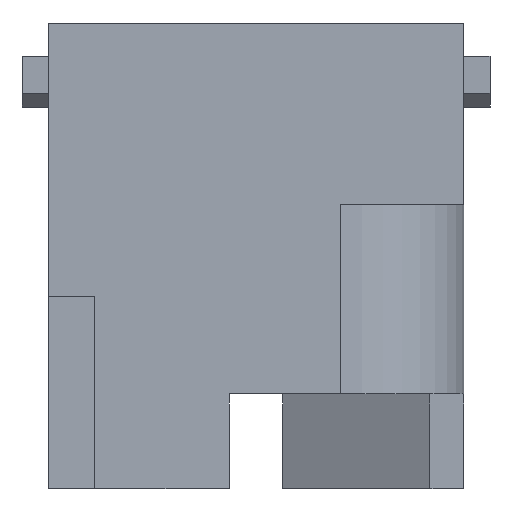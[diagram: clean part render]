
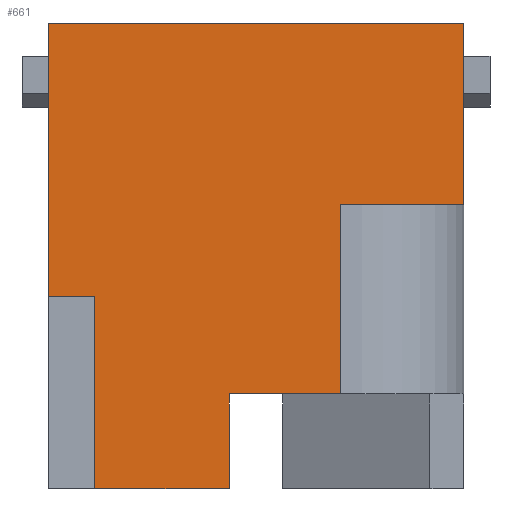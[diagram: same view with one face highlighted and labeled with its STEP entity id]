
A CAD part, left-side view. The second image highlights one B-rep face of the part: STEP entity #661.
In plain terms, the highlighted planar face has unit normal (-1, 0, 0).
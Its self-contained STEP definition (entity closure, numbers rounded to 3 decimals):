
#602=AXIS2_PLACEMENT_3D('Plane Axis2P3D',#599,#600,#601) ;
#141=CARTESIAN_POINT('Vertex',(0.,19.,0.)) ;
#144=CARTESIAN_POINT('Line Origine',(0.,23.9,0.)) ;
#148=CARTESIAN_POINT('Vertex',(0.,28.8,0.)) ;
#364=CARTESIAN_POINT('Vertex',(0.,32.2,14.)) ;
#367=CARTESIAN_POINT('Line Origine',(0.,32.2,23.95)) ;
#371=CARTESIAN_POINT('Vertex',(0.,32.2,33.9)) ;
#580=CARTESIAN_POINT('Line Origine',(0.,19.,3.45)) ;
#584=CARTESIAN_POINT('Vertex',(0.,19.,6.9)) ;
#599=CARTESIAN_POINT('Axis2P3D Location',(0.,32.2,33.9)) ;
#604=CARTESIAN_POINT('Line Origine',(0.,30.5,14.)) ;
#608=CARTESIAN_POINT('Vertex',(0.,28.8,14.)) ;
#611=CARTESIAN_POINT('Line Origine',(0.,28.8,7.)) ;
#616=CARTESIAN_POINT('Line Origine',(0.,14.95,6.9)) ;
#620=CARTESIAN_POINT('Vertex',(0.,10.9,6.9)) ;
#623=CARTESIAN_POINT('Line Origine',(0.,10.9,13.8)) ;
#627=CARTESIAN_POINT('Vertex',(0.,10.9,20.7)) ;
#630=CARTESIAN_POINT('Line Origine',(0.,6.4,20.7)) ;
#634=CARTESIAN_POINT('Vertex',(0.,1.9,20.7)) ;
#637=CARTESIAN_POINT('Line Origine',(0.,1.9,27.3)) ;
#641=CARTESIAN_POINT('Vertex',(0.,1.9,33.9)) ;
#644=CARTESIAN_POINT('Line Origine',(0.,17.05,33.9)) ;
#145=DIRECTION('Vector Direction',(0.,1.,0.)) ;
#368=DIRECTION('Vector Direction',(0.,0.,1.)) ;
#581=DIRECTION('Vector Direction',(0.,0.,-1.)) ;
#600=DIRECTION('Axis2P3D Direction',(-1.,0.,0.)) ;
#601=DIRECTION('Axis2P3D XDirection',(0.,1.,0.)) ;
#605=DIRECTION('Vector Direction',(0.,-1.,0.)) ;
#612=DIRECTION('Vector Direction',(0.,0.,-1.)) ;
#617=DIRECTION('Vector Direction',(0.,1.,0.)) ;
#624=DIRECTION('Vector Direction',(0.,0.,-1.)) ;
#631=DIRECTION('Vector Direction',(0.,1.,0.)) ;
#638=DIRECTION('Vector Direction',(0.,0.,1.)) ;
#645=DIRECTION('Vector Direction',(0.,1.,0.)) ;
#146=VECTOR('Line Direction',#145,1.) ;
#369=VECTOR('Line Direction',#368,1.) ;
#582=VECTOR('Line Direction',#581,1.) ;
#606=VECTOR('Line Direction',#605,1.) ;
#613=VECTOR('Line Direction',#612,1.) ;
#618=VECTOR('Line Direction',#617,1.) ;
#625=VECTOR('Line Direction',#624,1.) ;
#632=VECTOR('Line Direction',#631,1.) ;
#639=VECTOR('Line Direction',#638,1.) ;
#646=VECTOR('Line Direction',#645,1.) ;
#650=ORIENTED_EDGE('',*,*,#610,.T.) ;
#651=ORIENTED_EDGE('',*,*,#615,.T.) ;
#652=ORIENTED_EDGE('',*,*,#150,.F.) ;
#653=ORIENTED_EDGE('',*,*,#586,.F.) ;
#654=ORIENTED_EDGE('',*,*,#622,.F.) ;
#655=ORIENTED_EDGE('',*,*,#629,.F.) ;
#656=ORIENTED_EDGE('',*,*,#636,.F.) ;
#657=ORIENTED_EDGE('',*,*,#643,.T.) ;
#658=ORIENTED_EDGE('',*,*,#648,.T.) ;
#659=ORIENTED_EDGE('',*,*,#373,.F.) ;
#661=ADVANCED_FACE('Hauptkoerper',(#660),#603,.T.) ;
#150=EDGE_CURVE('',#142,#149,#147,.T.) ;
#373=EDGE_CURVE('',#365,#372,#370,.T.) ;
#586=EDGE_CURVE('',#585,#142,#583,.T.) ;
#610=EDGE_CURVE('',#365,#609,#607,.T.) ;
#615=EDGE_CURVE('',#609,#149,#614,.T.) ;
#622=EDGE_CURVE('',#621,#585,#619,.T.) ;
#629=EDGE_CURVE('',#628,#621,#626,.T.) ;
#636=EDGE_CURVE('',#635,#628,#633,.T.) ;
#643=EDGE_CURVE('',#635,#642,#640,.T.) ;
#648=EDGE_CURVE('',#642,#372,#647,.T.) ;
#649=EDGE_LOOP('',(#650,#651,#652,#653,#654,#655,#656,#657,#658,#659)) ;
#660=FACE_OUTER_BOUND('',#649,.T.) ;
#147=LINE('Line',#144,#146) ;
#370=LINE('Line',#367,#369) ;
#583=LINE('Line',#580,#582) ;
#607=LINE('Line',#604,#606) ;
#614=LINE('Line',#611,#613) ;
#619=LINE('Line',#616,#618) ;
#626=LINE('Line',#623,#625) ;
#633=LINE('Line',#630,#632) ;
#640=LINE('Line',#637,#639) ;
#647=LINE('Line',#644,#646) ;
#603=PLANE('',#602) ;
#142=VERTEX_POINT('',#141) ;
#149=VERTEX_POINT('',#148) ;
#365=VERTEX_POINT('',#364) ;
#372=VERTEX_POINT('',#371) ;
#585=VERTEX_POINT('',#584) ;
#609=VERTEX_POINT('',#608) ;
#621=VERTEX_POINT('',#620) ;
#628=VERTEX_POINT('',#627) ;
#635=VERTEX_POINT('',#634) ;
#642=VERTEX_POINT('',#641) ;
